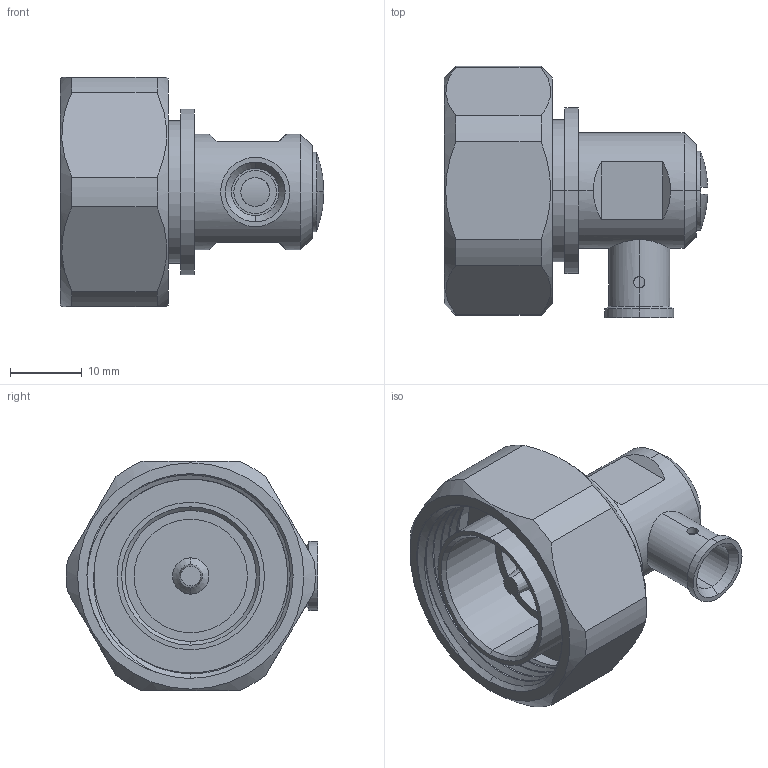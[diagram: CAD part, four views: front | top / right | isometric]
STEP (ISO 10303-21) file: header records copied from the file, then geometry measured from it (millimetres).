
FILE_DESCRIPTION (( 'STEP AP214' ), '1' );
FILE_NAME ('TC-SPP250-716M-RA-LP.step', '2021-05-04T14:30:38', ( '' ), ( '' ), 'SwSTEP 2.0', 'SolidWorks 2020', '' );
FILE_SCHEMA (( 'AUTOMOTIVE_DESIGN' ));
Length unit declared in the file: inch
Products named in the file (1): TC-SPP250-716M-RA-LP
Bounding box: 36.81 x 35.11 x 32 mm (x, y, z)
Volume: 11626 mm3; surface area: 8447.9 mm2
Topology: 2 solids, 2 shells, 128 faces, 313 edges, 201 vertices
Faces by surface type: cylinder 55, plane 33, cone 26, bspline 8, sphere 4, torus 2
Entity records: 6196 total; most frequent: CARTESIAN_POINT 3307, ORIENTED_EDGE 626, DIRECTION 561, EDGE_CURVE 313, AXIS2_PLACEMENT_3D 233, VERTEX_POINT 201, EDGE_LOOP 142, FACE_OUTER_BOUND 128
